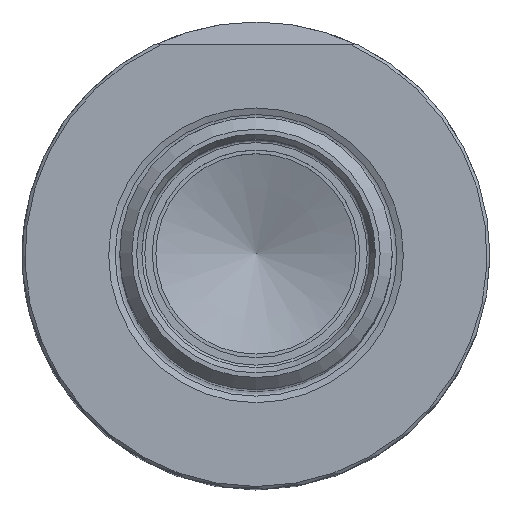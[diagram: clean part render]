
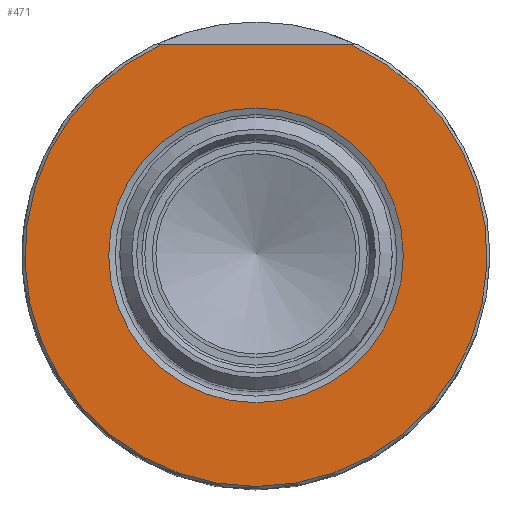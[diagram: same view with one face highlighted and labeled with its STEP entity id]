
A CAD part, top view. The second image highlights one B-rep face of the part: STEP entity #471.
In plain terms, the highlighted planar face has unit normal (0, 0, 1).
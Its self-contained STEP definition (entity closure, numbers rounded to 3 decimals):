
#240=FACE_BOUND('',#993,.T.);
#241=FACE_BOUND('',#994,.T.);
#362=PLANE('',#4558);
#471=ADVANCED_FACE('CN_SU_1',(#240,#241),#362,.F.);
#993=EDGE_LOOP('',(#2188,#2189));
#994=EDGE_LOOP('',(#2190));
#1292=CIRCLE('',#4556,16.15);
#1293=CIRCLE('',#4557,10.297);
#1426=LINE('',#6619,#1648);
#1648=VECTOR('',#5161,1.);
#2188=ORIENTED_EDGE('',*,*,#3787,.T.);
#2189=ORIENTED_EDGE('',*,*,#3788,.F.);
#2190=ORIENTED_EDGE('',*,*,#3789,.F.);
#3355=VERTEX_POINT('',#6617);
#3356=VERTEX_POINT('',#6618);
#3357=VERTEX_POINT('',#6621);
#3787=EDGE_CURVE('',#3355,#3356,#1292,.T.);
#3788=EDGE_CURVE('',#3355,#3356,#1426,.T.);
#3789=EDGE_CURVE('',#3357,#3357,#1293,.T.);
#4556=AXIS2_PLACEMENT_3D('',#6616,#5159,#5160);
#4557=AXIS2_PLACEMENT_3D('',#6620,#5162,#5163);
#4558=AXIS2_PLACEMENT_3D('',#6622,#5164,#5165);
#5159=DIRECTION('',(0.,0.,1.));
#5160=DIRECTION('',(-1.,0.,0.));
#5161=DIRECTION('',(1.,0.,0.));
#5162=DIRECTION('',(0.,0.,1.));
#5163=DIRECTION('',(1.,0.,0.));
#5164=DIRECTION('',(0.,0.,-1.));
#5165=DIRECTION('',(-1.,0.,0.));
#6616=CARTESIAN_POINT('',(0.,0.,0.));
#6617=CARTESIAN_POINT('',(-6.688,14.7,0.));
#6618=CARTESIAN_POINT('',(6.688,14.7,0.));
#6619=CARTESIAN_POINT('',(-15.,14.7,0.));
#6620=CARTESIAN_POINT('',(0.,0.,0.));
#6621=CARTESIAN_POINT('',(10.297,0.,0.));
#6622=CARTESIAN_POINT('',(0.,-16.35,0.));
